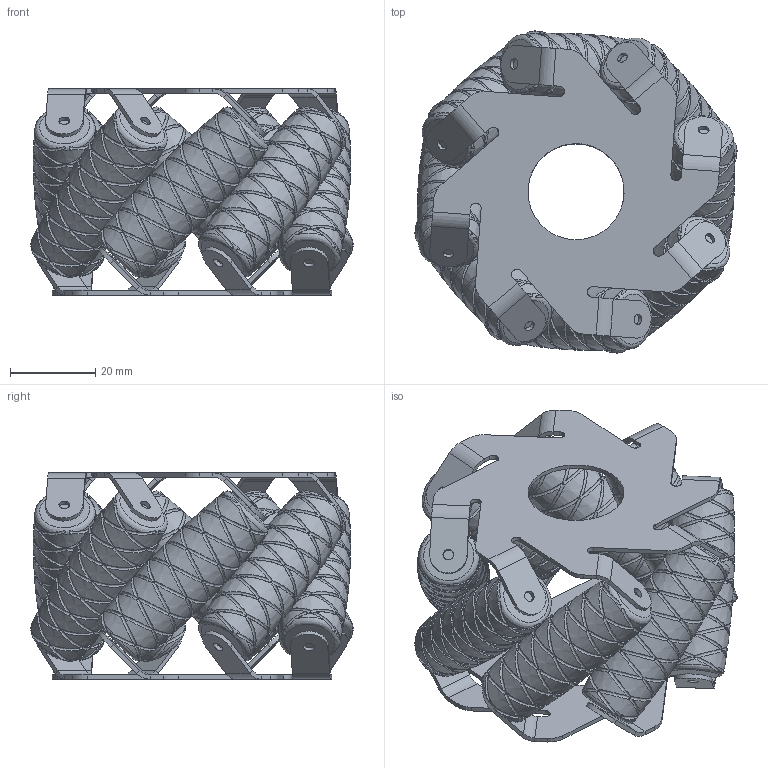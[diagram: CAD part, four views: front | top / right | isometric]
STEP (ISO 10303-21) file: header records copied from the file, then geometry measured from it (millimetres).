
FILE_DESCRIPTION(('FreeCAD Model'),'2;1');
FILE_NAME('Open CASCADE Shape Model','2025-05-02T09:10:24',('FreeCAD'),( 'FreeCAD'),'Open CASCADE STEP processor 7.6','FreeCAD','Unknown');
FILE_SCHEMA(('AUTOMOTIVE_DESIGN { 1 0 10303 214 1 1 1 1 }'));
Products named in the file (1): Open CASCADE STEP translator 7.6 1
Bounding box: 75.56 x 75.56 x 48.42 mm (x, y, z)
Volume: 72450 mm3; surface area: 35543.2 mm2
Topology: 10 solids, 10 shells, 1166 faces, 3298 edges, 2152 vertices
Faces by surface type: bspline 1166
Entity records: 79994 total; most frequent: CARTESIAN_POINT 61233, ORIENTED_EDGE 6596, EDGE_CURVE 3298, B_SPLINE_CURVE_WITH_KNOTS 2898, VERTEX_POINT 2152, FACE_BOUND 1202, EDGE_LOOP 1202, ADVANCED_FACE 1166
